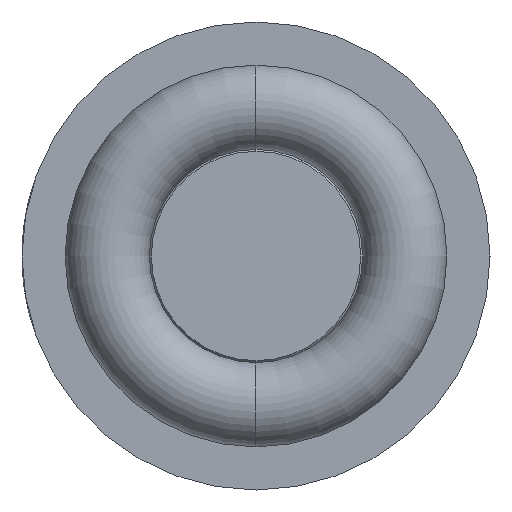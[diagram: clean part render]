
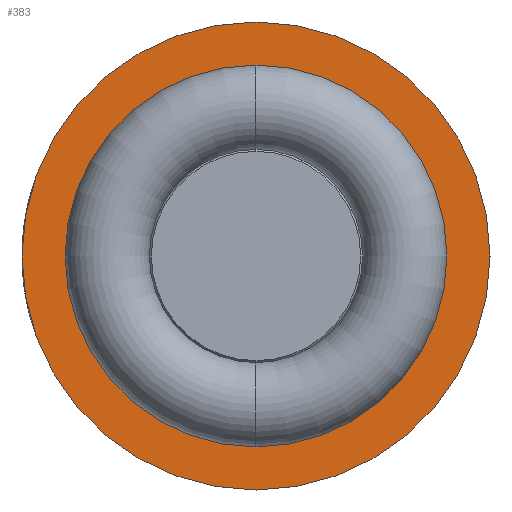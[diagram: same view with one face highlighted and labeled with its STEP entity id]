
A CAD part, left-side view. The second image highlights one B-rep face of the part: STEP entity #383.
In plain terms, the highlighted planar face has unit normal (-1, 0, 0).
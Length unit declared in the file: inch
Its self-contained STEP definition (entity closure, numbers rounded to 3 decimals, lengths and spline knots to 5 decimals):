
#68 = ORIENTED_EDGE ( 'NONE', *, *, #338, .F. ) ;
#69 = ORIENTED_EDGE ( 'NONE', *, *, #374, .F. ) ;
#70 = ORIENTED_EDGE ( 'NONE', *, *, #344, .T. ) ;
#71 = ORIENTED_EDGE ( 'NONE', *, *, #373, .T. ) ;
#131 = VERTEX_POINT ( 'NONE', #274 ) ;
#134 = VERTEX_POINT ( 'NONE', #277 ) ;
#140 = VERTEX_POINT ( 'NONE', #283 ) ;
#141 = VERTEX_POINT ( 'NONE', #284 ) ;
#195 = EDGE_LOOP ( 'NONE', ( #70, #71 ) ) ;
#208 = EDGE_LOOP ( 'NONE', ( #68, #69 ) ) ;
#274 = CARTESIAN_POINT ( 'NONE',  ( 0.108, 0., 0.0155 ) ) ;
#277 = CARTESIAN_POINT ( 'NONE',  ( 0.108, 0., -0.0155 ) ) ;
#283 = CARTESIAN_POINT ( 'NONE',  ( 0.108, 0., 0.019 ) ) ;
#284 = CARTESIAN_POINT ( 'NONE',  ( 0.108, 0., -0.019 ) ) ;
#338 = EDGE_CURVE ( 'NONE', #131, #134, #1225, .T. ) ;
#344 = EDGE_CURVE ( 'NONE', #140, #141, #1214, .T. ) ;
#373 = EDGE_CURVE ( 'NONE', #141, #140, #718, .T. ) ;
#374 = EDGE_CURVE ( 'NONE', #134, #131, #717, .T. ) ;
#383 = ADVANCED_FACE ( 'NONE', ( #775, #777 ), #778, .F. ) ;
#566 = CARTESIAN_POINT ( 'NONE',  ( 0.108, 0., 0. ) ) ;
#567 = DIRECTION ( 'NONE',  ( -1., 0., 0. ) ) ;
#568 = DIRECTION ( 'NONE',  ( 0., 0., 1. ) ) ;
#583 = CARTESIAN_POINT ( 'NONE',  ( 0.108, 0., 0. ) ) ;
#584 = DIRECTION ( 'NONE',  ( -1., 0., 0. ) ) ;
#585 = DIRECTION ( 'NONE',  ( 0., 0., 1. ) ) ;
#717 = CIRCLE ( 'NONE', #1274, 0.0155 ) ;
#718 = CIRCLE ( 'NONE', #1270, 0.019 ) ;
#730 = CARTESIAN_POINT ( 'NONE',  ( 0.108, 0., 0. ) ) ;
#731 = DIRECTION ( 'NONE',  ( -1., 0., 0. ) ) ;
#732 = DIRECTION ( 'NONE',  ( 0., 0., 1. ) ) ;
#733 = CARTESIAN_POINT ( 'NONE',  ( 0.108, 0., 0. ) ) ;
#734 = DIRECTION ( 'NONE',  ( -1., 0., 0. ) ) ;
#735 = DIRECTION ( 'NONE',  ( 0., 0., 1. ) ) ;
#772 = DIRECTION ( 'NONE',  ( 1., 0., 0. ) ) ;
#774 = CARTESIAN_POINT ( 'NONE',  ( 0.108, 0.0155, 0. ) ) ;
#775 = FACE_BOUND ( 'NONE', #208, .T. ) ;
#777 = FACE_OUTER_BOUND ( 'NONE', #195, .T. ) ;
#778 = PLANE ( 'NONE',  #1004 ) ;
#780 = DIRECTION ( 'NONE',  ( 0., 0., -1. ) ) ;
#1004 = AXIS2_PLACEMENT_3D ( 'NONE', #774, #772, #780 ) ;
#1212 = AXIS2_PLACEMENT_3D ( 'NONE', #583, #584, #585 ) ;
#1214 = CIRCLE ( 'NONE', #1212, 0.019 ) ;
#1221 = AXIS2_PLACEMENT_3D ( 'NONE', #566, #567, #568 ) ;
#1225 = CIRCLE ( 'NONE', #1221, 0.0155 ) ;
#1270 = AXIS2_PLACEMENT_3D ( 'NONE', #730, #731, #732 ) ;
#1274 = AXIS2_PLACEMENT_3D ( 'NONE', #733, #734, #735 ) ;
